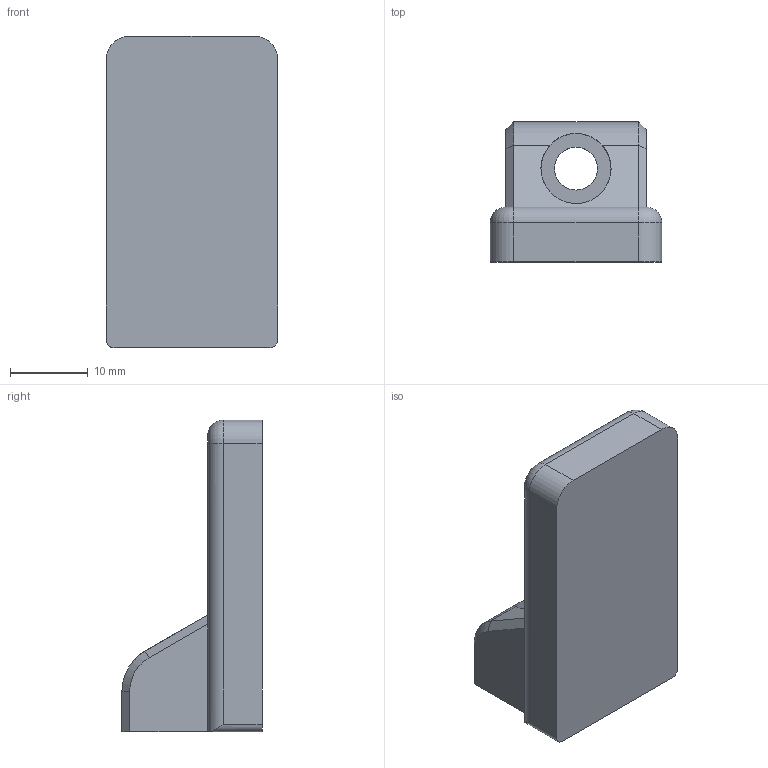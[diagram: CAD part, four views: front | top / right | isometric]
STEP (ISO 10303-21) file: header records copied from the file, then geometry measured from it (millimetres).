
FILE_DESCRIPTION (( 'STEP AP214' ), '1' );
FILE_NAME ('噩砃忒硌.STEP', '2026-01-12T07:03:51', ( '' ), ( '' ), 'SwSTEP 2.0', 'SolidWorks 2025', '' );
FILE_SCHEMA (( 'AUTOMOTIVE_DESIGN' ));
Length unit declared in the file: millimetre
Products named in the file (1): 镜向手指
Bounding box: 22 x 18 x 40 mm (x, y, z)
Volume: 7689 mm3; surface area: 3344.2 mm2
Topology: 1 solids, 1 shells, 37 faces, 89 edges, 56 vertices
Faces by surface type: plane 17, cylinder 16, cone 2, torus 2
Entity records: 1137 total; most frequent: CARTESIAN_POINT 233, DIRECTION 191, ORIENTED_EDGE 178, EDGE_CURVE 89, AXIS2_PLACEMENT_3D 70, VERTEX_POINT 56, LINE 51, VECTOR 51
